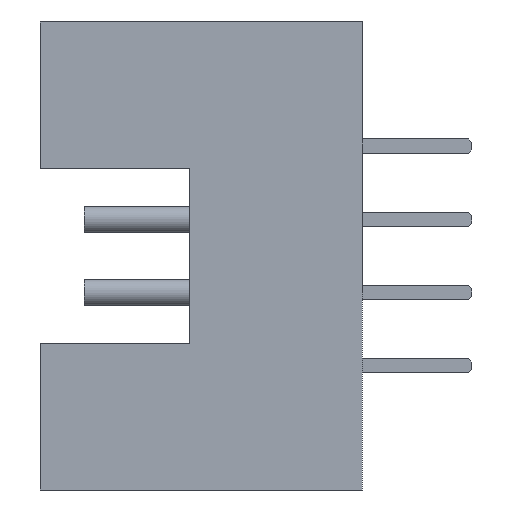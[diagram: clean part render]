
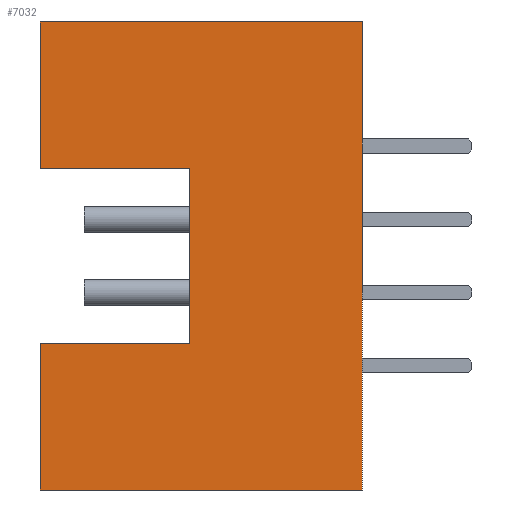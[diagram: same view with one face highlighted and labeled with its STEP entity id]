
A CAD part, left-side view. The second image highlights one B-rep face of the part: STEP entity #7032.
In plain terms, the highlighted planar face has unit normal (-1, 0, 0).
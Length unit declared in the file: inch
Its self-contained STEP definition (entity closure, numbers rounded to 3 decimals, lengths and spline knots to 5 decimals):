
#1871=ORIENTED_EDGE('',*,*,#2884,.F.);
#1872=ORIENTED_EDGE('',*,*,#2878,.T.);
#1873=ORIENTED_EDGE('',*,*,#2891,.F.);
#1874=ORIENTED_EDGE('',*,*,#2892,.T.);
#1875=ORIENTED_EDGE('',*,*,#2870,.T.);
#1876=ORIENTED_EDGE('',*,*,#2893,.F.);
#1877=ORIENTED_EDGE('',*,*,#2894,.F.);
#1878=ORIENTED_EDGE('',*,*,#2882,.F.);
#2870=EDGE_CURVE('',#3530,#3532,#4352,.T.);
#2878=EDGE_CURVE('',#3538,#3540,#4360,.T.);
#2882=EDGE_CURVE('',#3544,#3541,#4364,.T.);
#2884=EDGE_CURVE('',#3538,#3544,#4366,.T.);
#2891=EDGE_CURVE('',#3550,#3540,#4373,.T.);
#2892=EDGE_CURVE('',#3550,#3530,#4374,.T.);
#2893=EDGE_CURVE('',#3551,#3532,#4375,.T.);
#2894=EDGE_CURVE('',#3541,#3551,#4376,.T.);
#3530=VERTEX_POINT('',#11200);
#3532=VERTEX_POINT('',#11204);
#3538=VERTEX_POINT('',#11217);
#3540=VERTEX_POINT('',#11221);
#3541=VERTEX_POINT('',#11225);
#3544=VERTEX_POINT('',#11230);
#3550=VERTEX_POINT('',#11247);
#3551=VERTEX_POINT('',#11252);
#4352=LINE('',#11205,#5202);
#4360=LINE('',#11222,#5210);
#4364=LINE('',#11231,#5214);
#4366=LINE('',#11234,#5216);
#4373=LINE('',#11248,#5223);
#4374=LINE('',#11250,#5224);
#4375=LINE('',#11251,#5225);
#4376=LINE('',#11253,#5226);
#5202=VECTOR('',#9254,39.37008);
#5210=VECTOR('',#9264,39.37008);
#5214=VECTOR('',#9270,39.37008);
#5216=VECTOR('',#9274,39.37008);
#5223=VECTOR('',#9283,39.37008);
#5224=VECTOR('',#9286,39.37008);
#5225=VECTOR('',#9287,39.37008);
#5226=VECTOR('',#9288,39.37008);
#5761=EDGE_LOOP('',(#1871,#1872,#1873,#1874,#1875,#1876,#1877,#1878));
#6263=FACE_BOUND('',#5761,.T.);
#6628=PLANE('',#7547);
#7032=ADVANCED_FACE('',(#6263),#6628,.F.);
#7547=AXIS2_PLACEMENT_3D('',#11249,#9284,#9285);
#9254=DIRECTION('',(0.,0.,1.));
#9264=DIRECTION('',(0.,1.,0.));
#9270=DIRECTION('',(0.,1.,0.));
#9274=DIRECTION('',(0.,0.,1.));
#9283=DIRECTION('',(0.,0.,1.));
#9284=DIRECTION('',(1.,0.,0.));
#9285=DIRECTION('',(0.,0.,-1.));
#9286=DIRECTION('',(0.,-1.,0.));
#9287=DIRECTION('',(0.,-1.,0.));
#9288=DIRECTION('',(0.,0.,1.));
#11200=CARTESIAN_POINT('',(-0.3,0.,-0.16));
#11204=CARTESIAN_POINT('',(-0.3,0.,0.16));
#11205=CARTESIAN_POINT('',(-0.3,0.,-0.16));
#11217=CARTESIAN_POINT('',(-0.3,0.118,-0.06));
#11221=CARTESIAN_POINT('',(-0.3,0.22,-0.06));
#11222=CARTESIAN_POINT('',(-0.3,0.118,-0.06));
#11225=CARTESIAN_POINT('',(-0.3,0.22,0.06));
#11230=CARTESIAN_POINT('',(-0.3,0.118,0.06));
#11231=CARTESIAN_POINT('',(-0.3,0.118,0.06));
#11234=CARTESIAN_POINT('',(-0.3,0.118,-0.06));
#11247=CARTESIAN_POINT('',(-0.3,0.22,-0.16));
#11248=CARTESIAN_POINT('',(-0.3,0.22,-0.16));
#11249=CARTESIAN_POINT('',(-0.3,0.22,-0.16));
#11250=CARTESIAN_POINT('',(-0.3,0.22,-0.16));
#11251=CARTESIAN_POINT('',(-0.3,0.22,0.16));
#11252=CARTESIAN_POINT('',(-0.3,0.22,0.16));
#11253=CARTESIAN_POINT('',(-0.3,0.22,-0.16));
